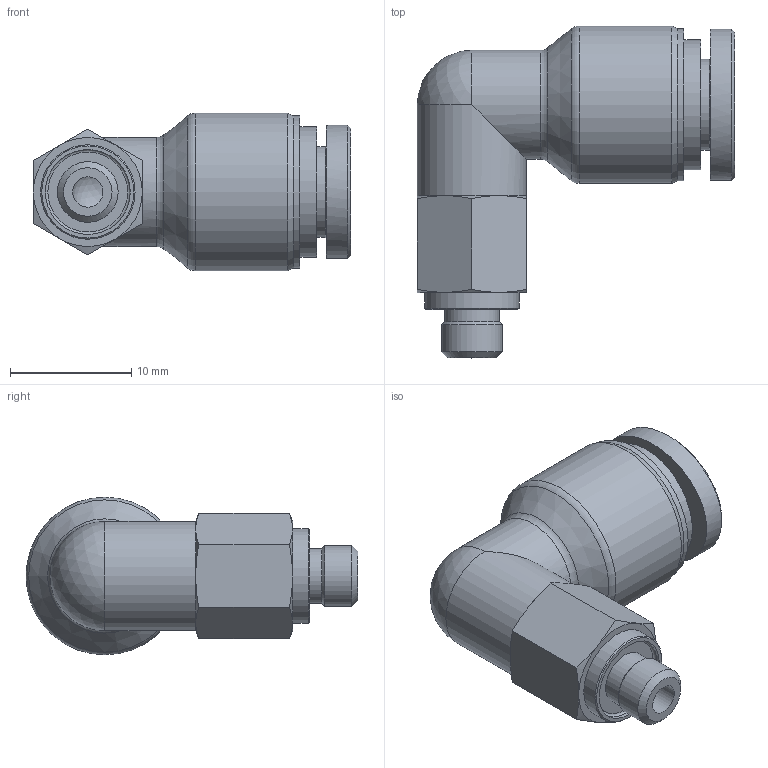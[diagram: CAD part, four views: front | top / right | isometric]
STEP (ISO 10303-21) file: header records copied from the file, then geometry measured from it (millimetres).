
FILE_DESCRIPTION((''),'2;1');
FILE_NAME('F-PL 06M5.stp','2020-11-24T17:58:09',('Administrator'),(''),'Autodesk Inventor 2013','Autodesk Inventor 2013','');
FILE_SCHEMA(('CONFIG_CONTROL_DESIGN'));
Length unit declared in the file: millimetre
Products named in the file (4): 조립품10; F-PL 06M5 BODY; F-BODY M5(SUS); F-SLEEVE 06(SUS)
Assembly tree (3 placements, depth 2):
  조립품10
    F-PL 06M5 BODY
    F-BODY M5(SUS)
    F-SLEEVE 06(SUS)
Bounding box: 26.2 x 27.4 x 13 mm (x, y, z)
Volume: 2627.4 mm3; surface area: 2446 mm2
Topology: 3 solids, 3 shells, 210 faces, 534 edges, 348 vertices
Faces by surface type: plane 92, bspline 78, cone 19, cylinder 15, sphere 3, torus 3
Full cylindrical faces by diameter (mm): 2.5 x2, 4.5 x1, 5 x2, 6.15 x1, 6.2 x1, 7 x1, 7.5 x1, 7.8 x1, 9 x2, 10.75 x1, 12.55 x1, 13 x1
Entity records: 6328 total; most frequent: CARTESIAN_POINT 1890, ORIENTED_EDGE 992, DIRECTION 642, EDGE_CURVE 496, VERTEX_POINT 338, VECTOR 266, LINE 266, EDGE_LOOP 260
